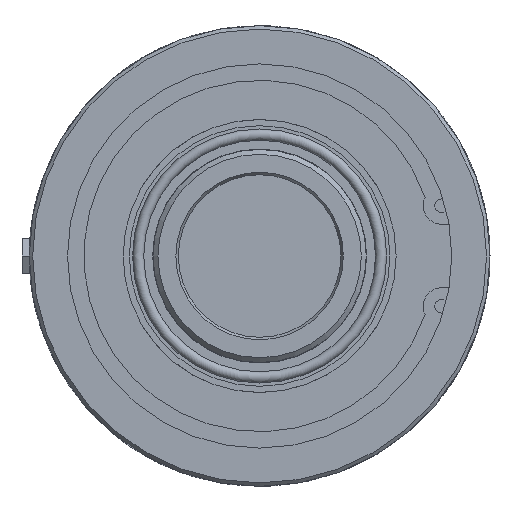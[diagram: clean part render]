
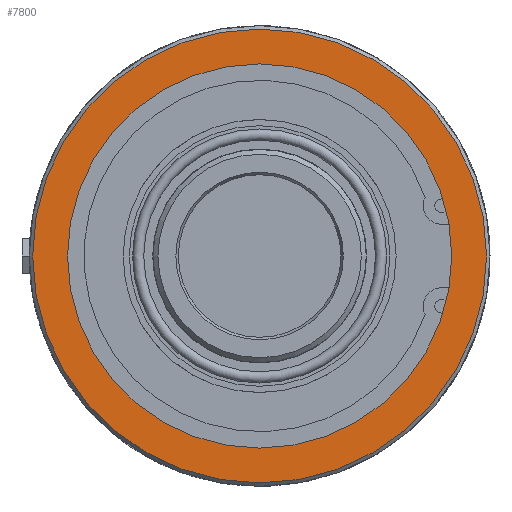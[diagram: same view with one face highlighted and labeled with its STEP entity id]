
A CAD part, left-side view. The second image highlights one B-rep face of the part: STEP entity #7800.
In plain terms, the highlighted planar face has unit normal (-1, 0, 0).
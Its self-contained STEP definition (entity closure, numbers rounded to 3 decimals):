
#127=FACE_BOUND('',#2696,.T.);
#1478=PLANE('',#8404);
#1779=CIRCLE('',#8402,53.2);
#1780=CIRCLE('',#8405,45.035);
#1781=CIRCLE('',#8406,45.035);
#2211=FACE_OUTER_BOUND('',#2695,.T.);
#2695=EDGE_LOOP('',(#7049));
#2696=EDGE_LOOP('',(#7050,#7051));
#3803=VERTEX_POINT('',#54045);
#3804=VERTEX_POINT('',#54050);
#3805=VERTEX_POINT('',#54051);
#4905=EDGE_CURVE('',#3803,#3803,#1779,.T.);
#4906=EDGE_CURVE('',#3804,#3805,#1780,.T.);
#4907=EDGE_CURVE('',#3805,#3804,#1781,.T.);
#7049=ORIENTED_EDGE('',*,*,#4905,.F.);
#7050=ORIENTED_EDGE('',*,*,#4906,.T.);
#7051=ORIENTED_EDGE('',*,*,#4907,.T.);
#7800=ADVANCED_FACE('',(#2211,#127),#1478,.F.);
#8402=AXIS2_PLACEMENT_3D('',#54047,#9929,#9930);
#8404=AXIS2_PLACEMENT_3D('',#54049,#9933,#9934);
#8405=AXIS2_PLACEMENT_3D('',#54052,#9935,#9936);
#8406=AXIS2_PLACEMENT_3D('',#54053,#9937,#9938);
#9929=DIRECTION('center_axis',(1.,0.,0.));
#9930=DIRECTION('ref_axis',(0.,-1.,0.));
#9933=DIRECTION('center_axis',(1.,0.,0.));
#9934=DIRECTION('ref_axis',(0.,0.,-1.));
#9935=DIRECTION('center_axis',(1.,0.,0.));
#9936=DIRECTION('ref_axis',(0.,1.,0.));
#9937=DIRECTION('center_axis',(1.,0.,0.));
#9938=DIRECTION('ref_axis',(0.,1.,0.));
#54045=CARTESIAN_POINT('',(2.,53.2,0.));
#54047=CARTESIAN_POINT('Origin',(2.,0.,0.));
#54049=CARTESIAN_POINT('Origin',(2.,27.,0.));
#54050=CARTESIAN_POINT('',(2.,45.035,0.));
#54051=CARTESIAN_POINT('',(2.,-45.035,0.));
#54052=CARTESIAN_POINT('Origin',(2.,0.,0.));
#54053=CARTESIAN_POINT('Origin',(2.,0.,0.));
